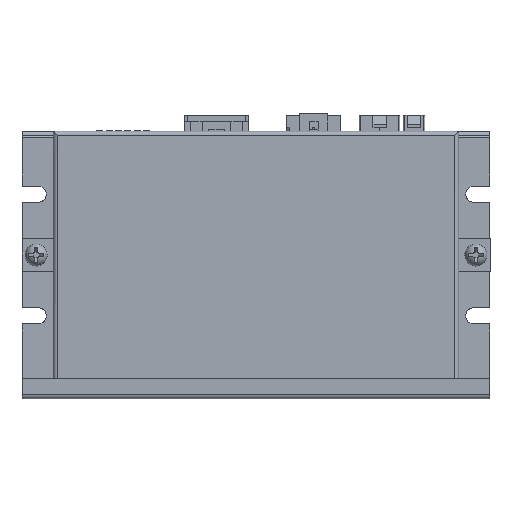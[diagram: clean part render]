
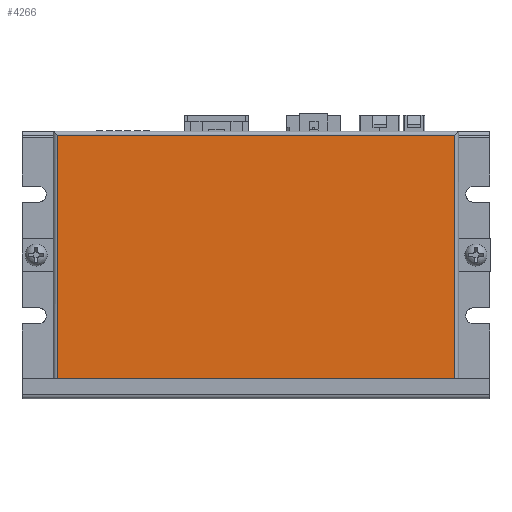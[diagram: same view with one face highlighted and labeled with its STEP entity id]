
A CAD part, top view. The second image highlights one B-rep face of the part: STEP entity #4266.
In plain terms, the highlighted planar face has unit normal (0, 0, 1).
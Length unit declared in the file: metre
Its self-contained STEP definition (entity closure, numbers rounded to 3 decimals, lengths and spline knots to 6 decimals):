
#4266=ADVANCED_FACE('',(#8424),#8425,.T.);
#8424=FACE_OUTER_BOUND('',#12908,.T.);
#8425=PLANE('',#12909);
#12908=EDGE_LOOP('',(#23891,#23892,#23893,#23894));
#12909=AXIS2_PLACEMENT_3D('',#23895,#23896,#23897);
#23891=ORIENTED_EDGE('',*,*,#30556,.T.);
#23892=ORIENTED_EDGE('',*,*,#30573,.T.);
#23893=ORIENTED_EDGE('',*,*,#29088,.T.);
#23894=ORIENTED_EDGE('',*,*,#26750,.T.);
#23895=CARTESIAN_POINT('',(-0.08591,-0.135988,0.014642));
#23896=DIRECTION('',(0.0,0.0,1.0));
#23897=DIRECTION('',(1.0,0.0,0.0));
#26750=EDGE_CURVE('',#32057,#32055,#32058,.T.);
#29088=EDGE_CURVE('',#35851,#32057,#35852,.T.);
#30556=EDGE_CURVE('',#32055,#37824,#37826,.T.);
#30573=EDGE_CURVE('',#37824,#35851,#37846,.T.);
#32055=VERTEX_POINT('',#39730);
#32057=VERTEX_POINT('',#39732);
#32058=LINE('',#39733,#39734);
#35851=VERTEX_POINT('',#45333);
#35852=LINE('',#45334,#45335);
#37824=VERTEX_POINT('',#48392);
#37826=LINE('',#48408,#48409);
#37846=LINE('',#48438,#48439);
#39730=CARTESIAN_POINT('',(0.01309,-0.135988,0.014642));
#39732=CARTESIAN_POINT('',(-0.08491,-0.135988,0.014642));
#39733=CARTESIAN_POINT('',(-0.08591,-0.135988,0.014642));
#39734=VECTOR('',#49866,1.0);
#45333=CARTESIAN_POINT('',(-0.08491,-0.075988,0.014642));
#45334=CARTESIAN_POINT('',(-0.08491,-0.135988,0.014642));
#45335=VECTOR('',#52130,1.0);
#48392=CARTESIAN_POINT('',(0.01309,-0.075988,0.014642));
#48408=CARTESIAN_POINT('',(0.01309,-0.075988,0.014642));
#48409=VECTOR('',#53374,1.0);
#48438=CARTESIAN_POINT('',(-0.03591,-0.075988,0.014642));
#48439=VECTOR('',#53387,1.0);
#49866=DIRECTION('',(1.0,0.0,0.0));
#52130=DIRECTION('',(0.0,-1.0,0.0));
#53374=DIRECTION('',(0.0,1.0,0.0));
#53387=DIRECTION('',(-1.0,0.0,0.0));
